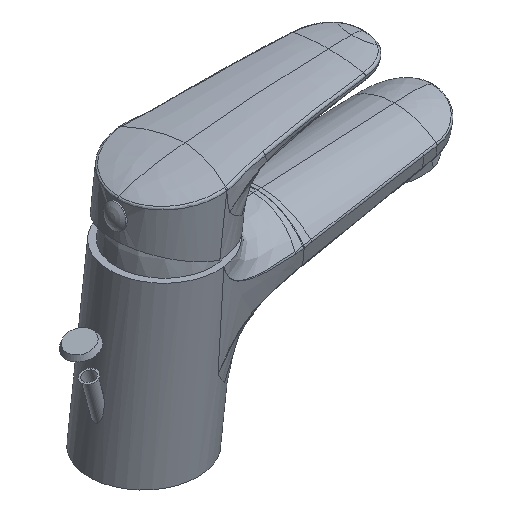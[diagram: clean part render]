
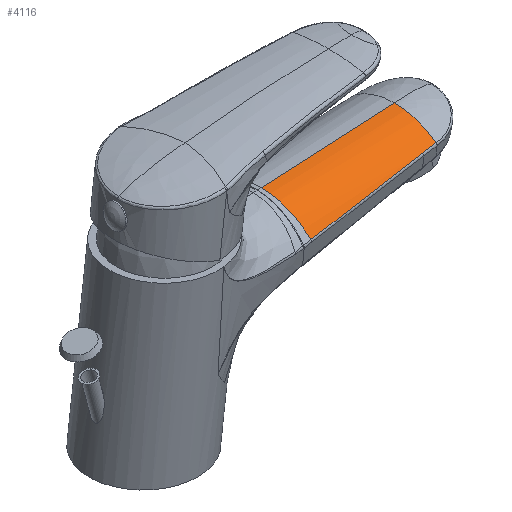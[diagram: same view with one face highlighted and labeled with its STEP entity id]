
A CAD part, isometric view. The second image highlights one B-rep face of the part: STEP entity #4116.
In plain terms, the highlighted cylindrical face has radius 27.072 mm (diameter 54.144 mm), a partial arc.
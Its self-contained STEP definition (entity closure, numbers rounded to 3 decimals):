
#299=B_SPLINE_CURVE_WITH_KNOTS('',3,(#16515,#16516,#16517,#16518,#16519,
#16520,#16521,#16522,#16523,#16524,#16525,#16526,#16527,#16528,#16529,#16530,
#16531,#16532,#16533,#16534,#16535,#16536,#16537,#16538,#16539,#16540,#16541,
#16542,#16543,#16544,#16545,#16546,#16547,#16548),.UNSPECIFIED.,.F.,.F.,
(4,2,2,2,2,2,2,2,2,2,2,2,2,2,2,2,4),(0.,0.068,
0.136,0.204,0.234,0.304,0.373,
0.442,0.49,0.56,0.63,0.7,
0.745,0.812,0.88,0.948,1.),
 .UNSPECIFIED.);
#301=B_SPLINE_CURVE_WITH_KNOTS('',3,(#16617,#16618,#16619,#16620,#16621,
#16622),.UNSPECIFIED.,.F.,.F.,(4,1,1,4),(0.,0.333,
0.667,1.),.UNSPECIFIED.);
#322=B_SPLINE_CURVE_WITH_KNOTS('',3,(#17741,#17742,#17743,#17744),
 .UNSPECIFIED.,.F.,.F.,(4,4),(0.,1.),.UNSPECIFIED.);
#323=B_SPLINE_CURVE_WITH_KNOTS('',3,(#17751,#17752,#17753,#17754,#17755,
#17756,#17757,#17758),.UNSPECIFIED.,.F.,.F.,(4,2,2,4),(0.,0.333,
0.667,1.),.UNSPECIFIED.);
#556=LINE('',#17750,#696);
#696=VECTOR('',#5418,55.349);
#761=CYLINDRICAL_SURFACE('',#4601,27.072);
#1060=FACE_OUTER_BOUND('',#1341,.T.);
#1341=EDGE_LOOP('',(#3572,#3573,#3574,#3575,#3576,#3577));
#1576=CIRCLE('',#4602,27.072);
#1894=VERTEX_POINT('',#16502);
#1896=VERTEX_POINT('',#16514);
#1898=VERTEX_POINT('',#16616);
#1925=VERTEX_POINT('',#17739);
#1926=VERTEX_POINT('',#17740);
#1927=VERTEX_POINT('',#17748);
#2445=EDGE_CURVE('',#1894,#1896,#299,.T.);
#2448=EDGE_CURVE('',#1894,#1898,#301,.T.);
#2484=EDGE_CURVE('',#1925,#1926,#322,.T.);
#2487=EDGE_CURVE('',#1927,#1926,#1576,.T.);
#2488=EDGE_CURVE('',#1896,#1927,#556,.T.);
#2489=EDGE_CURVE('',#1925,#1898,#323,.T.);
#3572=ORIENTED_EDGE('',*,*,#2487,.F.);
#3573=ORIENTED_EDGE('',*,*,#2488,.F.);
#3574=ORIENTED_EDGE('',*,*,#2445,.F.);
#3575=ORIENTED_EDGE('',*,*,#2448,.T.);
#3576=ORIENTED_EDGE('',*,*,#2489,.F.);
#3577=ORIENTED_EDGE('',*,*,#2484,.T.);
#4116=ADVANCED_FACE('',(#1060),#761,.T.);
#4601=AXIS2_PLACEMENT_3D('',#17747,#5414,#5415);
#4602=AXIS2_PLACEMENT_3D('',#17749,#5416,#5417);
#5414=DIRECTION('center_axis',(-0.999,-0.052,0.));
#5415=DIRECTION('ref_axis',(-0.034,0.657,0.753));
#5416=DIRECTION('center_axis',(0.999,0.052,0.));
#5417=DIRECTION('ref_axis',(-0.052,0.999,0.));
#5418=DIRECTION('',(0.999,0.052,0.));
#16502=CARTESIAN_POINT('',(54.962,-10.613,20.097));
#16514=CARTESIAN_POINT('',(54.393,-1.701,0.));
#16515=CARTESIAN_POINT('Ctrl Pts',(54.962,-10.613,20.097));
#16516=CARTESIAN_POINT('Ctrl Pts',(54.938,-10.233,19.753));
#16517=CARTESIAN_POINT('Ctrl Pts',(54.914,-9.863,19.399));
#16518=CARTESIAN_POINT('Ctrl Pts',(54.868,-9.144,18.67));
#16519=CARTESIAN_POINT('Ctrl Pts',(54.846,-8.795,18.295));
#16520=CARTESIAN_POINT('Ctrl Pts',(54.802,-8.118,17.526));
#16521=CARTESIAN_POINT('Ctrl Pts',(54.782,-7.79,17.132));
#16522=CARTESIAN_POINT('Ctrl Pts',(54.752,-7.332,16.547));
#16523=CARTESIAN_POINT('Ctrl Pts',(54.743,-7.192,16.364));
#16524=CARTESIAN_POINT('Ctrl Pts',(54.715,-6.743,15.76));
#16525=CARTESIAN_POINT('Ctrl Pts',(54.696,-6.444,15.332));
#16526=CARTESIAN_POINT('Ctrl Pts',(54.659,-5.87,14.46));
#16527=CARTESIAN_POINT('Ctrl Pts',(54.641,-5.596,14.015));
#16528=CARTESIAN_POINT('Ctrl Pts',(54.608,-5.074,13.111));
#16529=CARTESIAN_POINT('Ctrl Pts',(54.592,-4.826,12.651));
#16530=CARTESIAN_POINT('Ctrl Pts',(54.567,-4.43,11.864));
#16531=CARTESIAN_POINT('Ctrl Pts',(54.557,-4.275,11.54));
#16532=CARTESIAN_POINT('Ctrl Pts',(54.534,-3.908,10.732));
#16533=CARTESIAN_POINT('Ctrl Pts',(54.521,-3.704,10.244));
#16534=CARTESIAN_POINT('Ctrl Pts',(54.496,-3.324,9.258));
#16535=CARTESIAN_POINT('Ctrl Pts',(54.485,-3.149,8.76));
#16536=CARTESIAN_POINT('Ctrl Pts',(54.465,-2.827,7.753));
#16537=CARTESIAN_POINT('Ctrl Pts',(54.455,-2.681,7.245));
#16538=CARTESIAN_POINT('Ctrl Pts',(54.442,-2.465,6.403));
#16539=CARTESIAN_POINT('Ctrl Pts',(54.437,-2.387,6.07));
#16540=CARTESIAN_POINT('Ctrl Pts',(54.425,-2.207,5.237));
#16541=CARTESIAN_POINT('Ctrl Pts',(54.419,-2.113,4.735));
#16542=CARTESIAN_POINT('Ctrl Pts',(54.409,-1.954,3.725));
#16543=CARTESIAN_POINT('Ctrl Pts',(54.405,-1.889,3.219));
#16544=CARTESIAN_POINT('Ctrl Pts',(54.398,-1.787,2.202));
#16545=CARTESIAN_POINT('Ctrl Pts',(54.396,-1.75,1.692));
#16546=CARTESIAN_POINT('Ctrl Pts',(54.393,-1.711,0.788));
#16547=CARTESIAN_POINT('Ctrl Pts',(54.393,-1.702,0.394));
#16548=CARTESIAN_POINT('Ctrl Pts',(54.393,-1.702,0.));
#16616=CARTESIAN_POINT('',(104.037,-5.404,17.359));
#16617=CARTESIAN_POINT('Ctrl Pts',(54.962,-10.612,20.098));
#16618=CARTESIAN_POINT('Ctrl Pts',(60.115,-10.025,19.812));
#16619=CARTESIAN_POINT('Ctrl Pts',(70.621,-8.857,19.226));
#16620=CARTESIAN_POINT('Ctrl Pts',(86.979,-7.118,18.311));
#16621=CARTESIAN_POINT('Ctrl Pts',(98.285,-5.973,17.68));
#16622=CARTESIAN_POINT('Ctrl Pts',(104.037,-5.403,17.359));
#17739=CARTESIAN_POINT('',(109.922,-4.825,17.031));
#17740=CARTESIAN_POINT('',(109.981,-4.819,17.028));
#17741=CARTESIAN_POINT('Ctrl Pts',(109.922,-4.825,17.031));
#17742=CARTESIAN_POINT('Ctrl Pts',(109.942,-4.823,17.03));
#17743=CARTESIAN_POINT('Ctrl Pts',(109.961,-4.821,17.029));
#17744=CARTESIAN_POINT('Ctrl Pts',(109.981,-4.819,17.028));
#17747=CARTESIAN_POINT('Origin',(83.446,-27.289,0.005));
#17748=CARTESIAN_POINT('',(109.666,1.194,0.));
#17749=CARTESIAN_POINT('Origin',(111.083,-25.84,0.005));
#17750=CARTESIAN_POINT('',(54.393,-1.701,0.));
#17751=CARTESIAN_POINT('Ctrl Pts',(109.922,-4.825,17.031));
#17752=CARTESIAN_POINT('Ctrl Pts',(109.269,-4.889,17.067));
#17753=CARTESIAN_POINT('Ctrl Pts',(108.615,-4.954,17.104));
#17754=CARTESIAN_POINT('Ctrl Pts',(107.307,-5.082,17.177));
#17755=CARTESIAN_POINT('Ctrl Pts',(106.653,-5.146,17.213));
#17756=CARTESIAN_POINT('Ctrl Pts',(105.345,-5.275,17.286));
#17757=CARTESIAN_POINT('Ctrl Pts',(104.691,-5.339,17.323));
#17758=CARTESIAN_POINT('Ctrl Pts',(104.037,-5.403,17.359));
